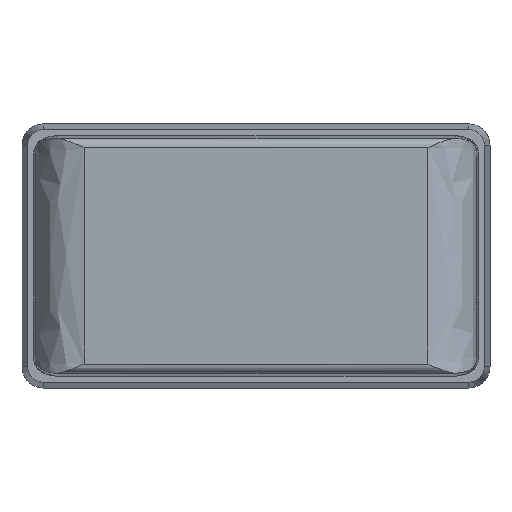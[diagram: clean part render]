
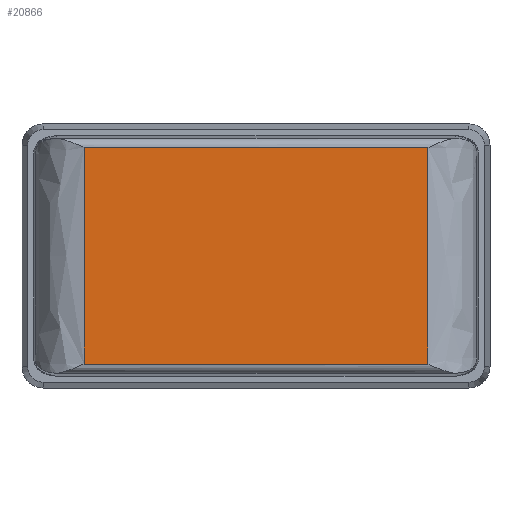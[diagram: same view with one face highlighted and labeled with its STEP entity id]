
A CAD part, top view. The second image highlights one B-rep face of the part: STEP entity #20866.
In plain terms, the highlighted planar face has unit normal (0, 0, 1).
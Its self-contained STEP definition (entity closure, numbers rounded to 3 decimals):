
#37 = CARTESIAN_POINT ( 'NONE',  ( 23.196, 24.661, 9.5 ) ) ;
#641 = VERTEX_POINT ( 'NONE', #11817 ) ;
#2908 = EDGE_CURVE ( 'NONE', #46983, #56844, #18594, .T. ) ;
#3904 = EDGE_CURVE ( 'NONE', #641, #46983, #14322, .T. ) ;
#7901 = ORIENTED_EDGE ( 'NONE', *, *, #3904, .T. ) ;
#11817 = CARTESIAN_POINT ( 'NONE',  ( 18.55, 1.297, 9.5 ) ) ;
#14322 = B_SPLINE_CURVE_WITH_KNOTS ( 'NONE', 3,
 ( #43188, #47237, #38175, #33352 ),
 .UNSPECIFIED., .F., .F.,
 ( 4, 4 ),
 ( 0., 1. ),
 .UNSPECIFIED. ) ;
#14656 = VECTOR ( 'NONE', #40729, 1000. ) ;
#15648 = DIRECTION ( 'NONE',  ( -1., 0., 0. ) ) ;
#16090 = EDGE_LOOP ( 'NONE', ( #24302, #28354, #40783, #7901 ) ) ;
#17255 = CARTESIAN_POINT ( 'NONE',  ( 23.196, 1.297, 9.5 ) ) ;
#17486 = VERTEX_POINT ( 'NONE', #44271 ) ;
#18594 = LINE ( 'NONE', #37, #33628 ) ;
#20188 = FACE_OUTER_BOUND ( 'NONE', #16090, .T. ) ;
#20376 = CARTESIAN_POINT ( 'NONE',  ( -18.55, 16.873, 9.5 ) ) ;
#20578 = CARTESIAN_POINT ( 'NONE',  ( -18.55, 9.085, 9.5 ) ) ;
#20866 = ADVANCED_FACE ( 'NONE', ( #20188 ), #42356, .F. ) ;
#24302 = ORIENTED_EDGE ( 'NONE', *, *, #2908, .T. ) ;
#25751 = EDGE_CURVE ( 'NONE', #17486, #641, #55575, .T. ) ;
#26292 = AXIS2_PLACEMENT_3D ( 'NONE', #29501, #47815, #15648 ) ;
#28354 = ORIENTED_EDGE ( 'NONE', *, *, #31009, .T. ) ;
#29501 = CARTESIAN_POINT ( 'NONE',  ( 23.196, 0.459, 9.5 ) ) ;
#31009 = EDGE_CURVE ( 'NONE', #56844, #17486, #48431, .T. ) ;
#32170 = DIRECTION ( 'NONE',  ( -1., 0., 0. ) ) ;
#33352 = CARTESIAN_POINT ( 'NONE',  ( 18.55, 24.661, 9.5 ) ) ;
#33628 = VECTOR ( 'NONE', #32170, 1000. ) ;
#38175 = CARTESIAN_POINT ( 'NONE',  ( 18.55, 16.873, 9.5 ) ) ;
#40729 = DIRECTION ( 'NONE',  ( 1., 0., 0. ) ) ;
#40783 = ORIENTED_EDGE ( 'NONE', *, *, #25751, .T. ) ;
#42356 = PLANE ( 'NONE',  #26292 ) ;
#43056 = CARTESIAN_POINT ( 'NONE',  ( -18.55, 24.661, 9.5 ) ) ;
#43188 = CARTESIAN_POINT ( 'NONE',  ( 18.55, 1.297, 9.5 ) ) ;
#44271 = CARTESIAN_POINT ( 'NONE',  ( -18.55, 1.297, 9.5 ) ) ;
#46983 = VERTEX_POINT ( 'NONE', #59203 ) ;
#47237 = CARTESIAN_POINT ( 'NONE',  ( 18.55, 9.085, 9.5 ) ) ;
#47815 = DIRECTION ( 'NONE',  ( 0., 0., -1. ) ) ;
#48323 = CARTESIAN_POINT ( 'NONE',  ( -18.55, 1.297, 9.5 ) ) ;
#48431 = B_SPLINE_CURVE_WITH_KNOTS ( 'NONE', 3,
 ( #43056, #20376, #20578, #48323 ),
 .UNSPECIFIED., .F., .F.,
 ( 4, 4 ),
 ( 0., 1. ),
 .UNSPECIFIED. ) ;
#55575 = LINE ( 'NONE', #17255, #14656 ) ;
#56844 = VERTEX_POINT ( 'NONE', #59322 ) ;
#59203 = CARTESIAN_POINT ( 'NONE',  ( 18.55, 24.661, 9.5 ) ) ;
#59322 = CARTESIAN_POINT ( 'NONE',  ( -18.55, 24.661, 9.5 ) ) ;
